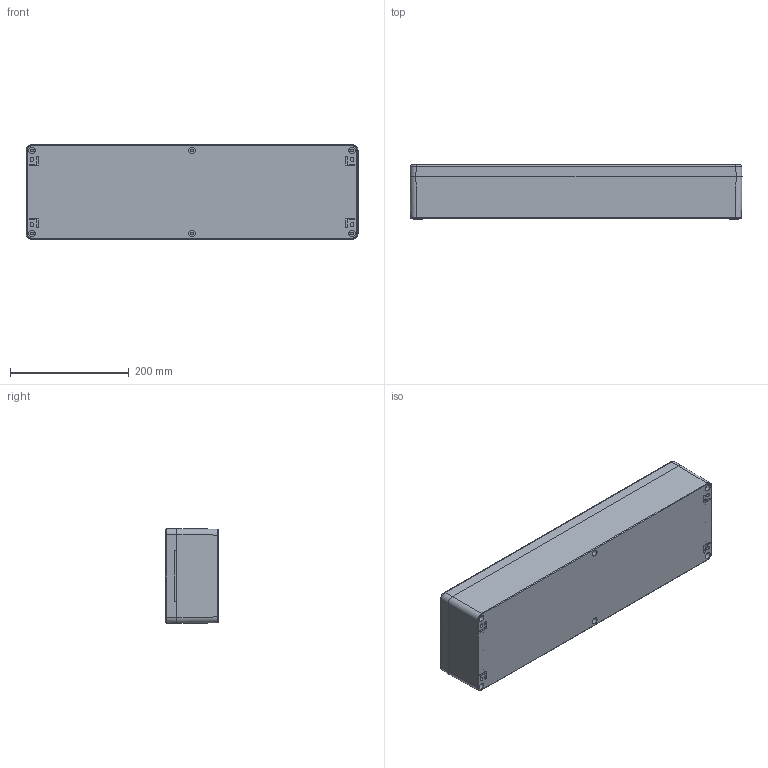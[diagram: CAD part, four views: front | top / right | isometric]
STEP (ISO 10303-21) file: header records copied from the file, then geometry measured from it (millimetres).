
FILE_DESCRIPTION (( 'STEP AP214' ), '1' );
FILE_NAME ('2374-5616-09-50.step', '2023-11-08T10:39:23', ( '' ), ( '' ), 'SwSTEP 2.0', 'SolidWorks 2019', '' );
FILE_SCHEMA (( 'AUTOMOTIVE_DESIGN' ));
Length unit declared in the file: millimetre
Products named in the file (7): DeckelschraubeM6x24; Unterteil^2374-5616-09-50; Deckel^2374-5616-09-50; SchutzleiteranschlussM6x10; 2374-5616-09-50; SchutzleiteranschlussM4x8
Assembly tree (14 placements, depth 3):
  2374-5616-09-50
    2374-5616-09-50
      Unterteil^2374-5616-09-50
      SchutzleiteranschlussM6x10  x4
      Deckel^2374-5616-09-50
      SchutzleiteranschlussM4x8
      DeckelschraubeM6x24  x6
Bounding box: 560 x 91 x 160 mm (x, y, z)
Volume: 1443922.4 mm3; surface area: 645571.7 mm2
Topology: 18 solids, 18 shells, 1141 faces, 3063 edges, 1959 vertices
Faces by surface type: plane 510, cylinder 355, cone 222, torus 34, bspline 20
Entity records: 23548 total; most frequent: CARTESIAN_POINT 7337, ORIENTED_EDGE 3384, DIRECTION 3291, EDGE_CURVE 1692, AXIS2_PLACEMENT_3D 1254, VERTEX_POINT 1096, VECTOR 783, LINE 783
